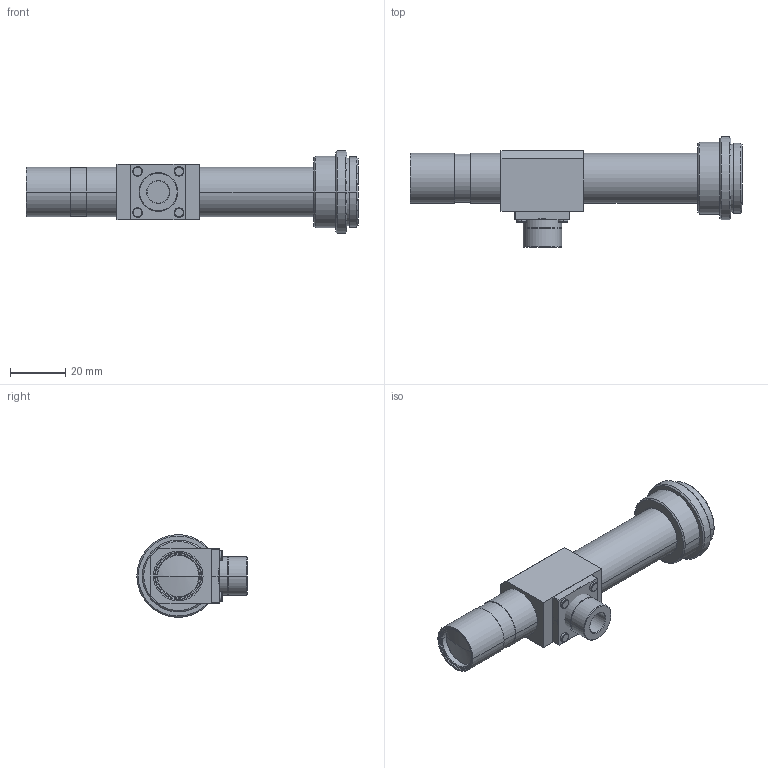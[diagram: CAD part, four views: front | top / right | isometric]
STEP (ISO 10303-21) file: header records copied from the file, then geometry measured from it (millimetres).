
FILE_DESCRIPTION (( 'STEP AP214' ), '1' );
FILE_NAME ('HR-1F-71 3D-Data.STEP', '2017-02-01T04:03:58', ( '' ), ( '' ), 'SwSTEP 2.0', 'SolidWorks 2016', '' );
FILE_SCHEMA (( 'AUTOMOTIVE_DESIGN' ));
Length unit declared in the file: millimetre
Products named in the file (2): HR-1F-71 3D-Data
Bounding box: 120.4 x 40 x 30 mm (x, y, z)
Volume: 41229.9 mm3; surface area: 12489.3 mm2
Topology: 6 solids, 6 shells, 134 faces, 270 edges, 165 vertices
Faces by surface type: cylinder 46, plane 44, cone 34, torus 8, sphere 2
Entity records: 4258 total; most frequent: DIRECTION 688, CARTESIAN_POINT 571, ORIENTED_EDGE 540, AXIS2_PLACEMENT_3D 282, EDGE_CURVE 270, VERTEX_POINT 165, EDGE_LOOP 153, CIRCLE 146
